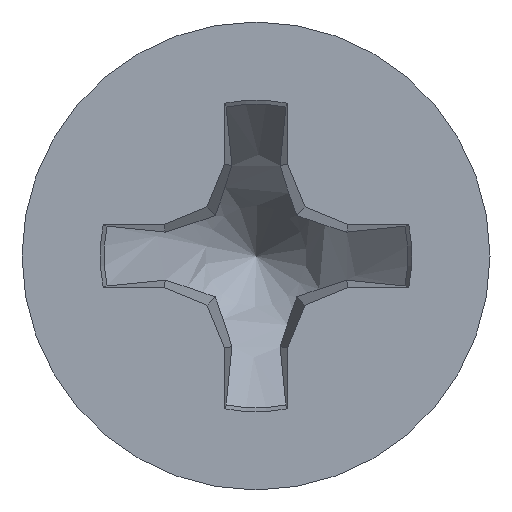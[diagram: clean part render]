
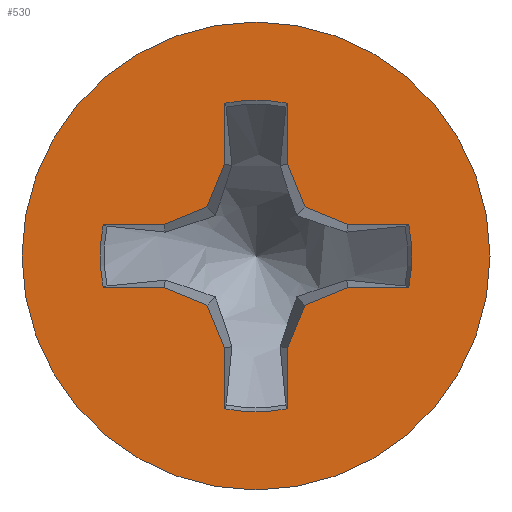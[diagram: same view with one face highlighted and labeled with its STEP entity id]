
A CAD part, top view. The second image highlights one B-rep face of the part: STEP entity #530.
In plain terms, the highlighted planar face has unit normal (0, 0, 1).
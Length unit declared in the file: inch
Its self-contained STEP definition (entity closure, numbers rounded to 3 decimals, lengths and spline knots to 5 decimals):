
#18=PLANE('',#590);
#40=FACE_BOUND('',#167,.T.);
#53=LINE('',#12144,#89);
#54=LINE('',#12148,#90);
#55=LINE('',#12150,#91);
#56=LINE('',#12152,#92);
#57=LINE('',#12153,#93);
#58=LINE('',#12155,#94);
#59=LINE('',#12157,#95);
#60=LINE('',#12159,#96);
#61=LINE('',#12161,#97);
#62=LINE('',#12165,#98);
#63=LINE('',#12167,#99);
#64=LINE('',#12169,#100);
#65=LINE('',#12171,#101);
#66=LINE('',#12175,#102);
#67=LINE('',#12177,#103);
#68=LINE('',#12178,#104);
#89=VECTOR('',#659,39.37008);
#90=VECTOR('',#662,39.37008);
#91=VECTOR('',#663,39.37008);
#92=VECTOR('',#664,39.37008);
#93=VECTOR('',#665,39.37008);
#94=VECTOR('',#666,39.37008);
#95=VECTOR('',#667,39.37008);
#96=VECTOR('',#668,39.37008);
#97=VECTOR('',#669,39.37008);
#98=VECTOR('',#672,39.37008);
#99=VECTOR('',#673,39.37008);
#100=VECTOR('',#674,39.37008);
#101=VECTOR('',#675,39.37008);
#102=VECTOR('',#678,39.37008);
#103=VECTOR('',#679,39.37008);
#104=VECTOR('',#680,39.37008);
#133=FACE_OUTER_BOUND('',#166,.T.);
#166=EDGE_LOOP('',(#415));
#167=EDGE_LOOP('',(#416,#417,#418,#419,#420,#421,#422,#423,#424,#425,#426,
#427,#428,#429,#430,#431,#432,#433,#434,#435));
#209=CIRCLE('',#576,0.054);
#213=CIRCLE('',#582,0.081);
#217=CIRCLE('',#591,0.054);
#218=CIRCLE('',#592,0.054);
#219=CIRCLE('',#593,0.054);
#240=VERTEX_POINT('',#816);
#241=VERTEX_POINT('',#818);
#247=VERTEX_POINT('',#883);
#257=VERTEX_POINT('',#12142);
#258=VERTEX_POINT('',#12143);
#259=VERTEX_POINT('',#12145);
#260=VERTEX_POINT('',#12147);
#261=VERTEX_POINT('',#12149);
#262=VERTEX_POINT('',#12151);
#263=VERTEX_POINT('',#12154);
#264=VERTEX_POINT('',#12156);
#265=VERTEX_POINT('',#12158);
#266=VERTEX_POINT('',#12160);
#267=VERTEX_POINT('',#12162);
#268=VERTEX_POINT('',#12164);
#269=VERTEX_POINT('',#12166);
#270=VERTEX_POINT('',#12168);
#271=VERTEX_POINT('',#12170);
#272=VERTEX_POINT('',#12172);
#273=VERTEX_POINT('',#12174);
#274=VERTEX_POINT('',#12176);
#296=EDGE_CURVE('',#240,#241,#209,.T.);
#303=EDGE_CURVE('',#247,#247,#213,.T.);
#317=EDGE_CURVE('',#257,#258,#53,.T.);
#318=EDGE_CURVE('',#259,#257,#217,.T.);
#319=EDGE_CURVE('',#260,#259,#54,.T.);
#320=EDGE_CURVE('',#261,#260,#55,.T.);
#321=EDGE_CURVE('',#262,#261,#56,.T.);
#322=EDGE_CURVE('',#241,#262,#57,.T.);
#323=EDGE_CURVE('',#263,#240,#58,.T.);
#324=EDGE_CURVE('',#264,#263,#59,.T.);
#325=EDGE_CURVE('',#265,#264,#60,.T.);
#326=EDGE_CURVE('',#266,#265,#61,.T.);
#327=EDGE_CURVE('',#267,#266,#218,.T.);
#328=EDGE_CURVE('',#268,#267,#62,.T.);
#329=EDGE_CURVE('',#269,#268,#63,.T.);
#330=EDGE_CURVE('',#270,#269,#64,.T.);
#331=EDGE_CURVE('',#271,#270,#65,.T.);
#332=EDGE_CURVE('',#272,#271,#219,.T.);
#333=EDGE_CURVE('',#273,#272,#66,.T.);
#334=EDGE_CURVE('',#274,#273,#67,.T.);
#335=EDGE_CURVE('',#258,#274,#68,.T.);
#415=ORIENTED_EDGE('',*,*,#303,.F.);
#416=ORIENTED_EDGE('',*,*,#317,.F.);
#417=ORIENTED_EDGE('',*,*,#318,.F.);
#418=ORIENTED_EDGE('',*,*,#319,.F.);
#419=ORIENTED_EDGE('',*,*,#320,.F.);
#420=ORIENTED_EDGE('',*,*,#321,.F.);
#421=ORIENTED_EDGE('',*,*,#322,.F.);
#422=ORIENTED_EDGE('',*,*,#296,.F.);
#423=ORIENTED_EDGE('',*,*,#323,.F.);
#424=ORIENTED_EDGE('',*,*,#324,.F.);
#425=ORIENTED_EDGE('',*,*,#325,.F.);
#426=ORIENTED_EDGE('',*,*,#326,.F.);
#427=ORIENTED_EDGE('',*,*,#327,.F.);
#428=ORIENTED_EDGE('',*,*,#328,.F.);
#429=ORIENTED_EDGE('',*,*,#329,.F.);
#430=ORIENTED_EDGE('',*,*,#330,.F.);
#431=ORIENTED_EDGE('',*,*,#331,.F.);
#432=ORIENTED_EDGE('',*,*,#332,.F.);
#433=ORIENTED_EDGE('',*,*,#333,.F.);
#434=ORIENTED_EDGE('',*,*,#334,.F.);
#435=ORIENTED_EDGE('',*,*,#335,.F.);
#530=ADVANCED_FACE('',(#133,#40),#18,.F.);
#576=AXIS2_PLACEMENT_3D('',#819,#628,#629);
#582=AXIS2_PLACEMENT_3D('',#884,#641,#642);
#590=AXIS2_PLACEMENT_3D('',#12141,#657,#658);
#591=AXIS2_PLACEMENT_3D('',#12146,#660,#661);
#592=AXIS2_PLACEMENT_3D('',#12163,#670,#671);
#593=AXIS2_PLACEMENT_3D('',#12173,#676,#677);
#628=DIRECTION('center_axis',(0.,0.,1.));
#629=DIRECTION('ref_axis',(1.,0.,0.));
#641=DIRECTION('center_axis',(0.,0.,-1.));
#642=DIRECTION('ref_axis',(-1.,0.,0.));
#657=DIRECTION('center_axis',(0.,0.,-1.));
#658=DIRECTION('ref_axis',(0.,1.,0.));
#659=DIRECTION('',(0.,-1.,0.));
#660=DIRECTION('center_axis',(0.,0.,1.));
#661=DIRECTION('ref_axis',(1.,0.,0.));
#662=DIRECTION('',(0.,1.,0.));
#663=DIRECTION('',(-0.383,0.924,0.));
#664=DIRECTION('',(-0.924,0.383,0.));
#665=DIRECTION('',(-1.,0.,0.));
#666=DIRECTION('',(1.,0.,0.));
#667=DIRECTION('',(0.924,0.383,0.));
#668=DIRECTION('',(0.383,0.924,0.));
#669=DIRECTION('',(0.,1.,0.));
#670=DIRECTION('center_axis',(0.,0.,1.));
#671=DIRECTION('ref_axis',(-1.,0.,0.));
#672=DIRECTION('',(0.,-1.,0.));
#673=DIRECTION('',(0.383,-0.924,0.));
#674=DIRECTION('',(0.924,-0.383,0.));
#675=DIRECTION('',(1.,0.,0.));
#676=DIRECTION('center_axis',(0.,0.,1.));
#677=DIRECTION('ref_axis',(0.,1.,0.));
#678=DIRECTION('',(-1.,0.,0.));
#679=DIRECTION('',(-0.924,-0.383,0.));
#680=DIRECTION('',(-0.383,-0.924,0.));
#816=CARTESIAN_POINT('',(0.05291,-0.0108,0.051));
#818=CARTESIAN_POINT('',(0.05291,0.0108,0.051));
#819=CARTESIAN_POINT('Origin',(0.,0.,0.051));
#883=CARTESIAN_POINT('',(0.081,0.,0.051));
#884=CARTESIAN_POINT('Origin',(0.,0.,0.051));
#12141=CARTESIAN_POINT('Origin',(0.,0.043,0.051));
#12142=CARTESIAN_POINT('',(-0.0108,0.05291,0.051));
#12143=CARTESIAN_POINT('',(-0.0108,0.03185,0.051));
#12144=CARTESIAN_POINT('',(-0.0108,0.05291,0.051));
#12145=CARTESIAN_POINT('',(0.0108,0.05291,0.051));
#12146=CARTESIAN_POINT('Origin',(0.,0.,0.051));
#12147=CARTESIAN_POINT('',(0.0108,0.03185,0.051));
#12148=CARTESIAN_POINT('',(0.0108,0.03185,0.051));
#12149=CARTESIAN_POINT('',(0.01697,0.01697,0.051));
#12150=CARTESIAN_POINT('',(0.01697,0.01697,0.051));
#12151=CARTESIAN_POINT('',(0.03185,0.0108,0.051));
#12152=CARTESIAN_POINT('',(0.03185,0.0108,0.051));
#12153=CARTESIAN_POINT('',(0.05291,0.0108,0.051));
#12154=CARTESIAN_POINT('',(0.03185,-0.0108,0.051));
#12155=CARTESIAN_POINT('',(0.03185,-0.0108,0.051));
#12156=CARTESIAN_POINT('',(0.01697,-0.01697,0.051));
#12157=CARTESIAN_POINT('',(0.01697,-0.01697,0.051));
#12158=CARTESIAN_POINT('',(0.0108,-0.03185,0.051));
#12159=CARTESIAN_POINT('',(0.0108,-0.03185,0.051));
#12160=CARTESIAN_POINT('',(0.0108,-0.05291,0.051));
#12161=CARTESIAN_POINT('',(0.0108,-0.05291,0.051));
#12162=CARTESIAN_POINT('',(-0.0108,-0.05291,0.051));
#12163=CARTESIAN_POINT('Origin',(0.,0.,
0.051));
#12164=CARTESIAN_POINT('',(-0.0108,-0.03185,0.051));
#12165=CARTESIAN_POINT('',(-0.0108,-0.03185,0.051));
#12166=CARTESIAN_POINT('',(-0.01697,-0.01697,0.051));
#12167=CARTESIAN_POINT('',(-0.01697,-0.01697,0.051));
#12168=CARTESIAN_POINT('',(-0.03185,-0.0108,0.051));
#12169=CARTESIAN_POINT('',(-0.03185,-0.0108,0.051));
#12170=CARTESIAN_POINT('',(-0.05291,-0.0108,0.051));
#12171=CARTESIAN_POINT('',(-0.05291,-0.0108,0.051));
#12172=CARTESIAN_POINT('',(-0.05291,0.0108,0.051));
#12173=CARTESIAN_POINT('Origin',(0.,0.,
0.051));
#12174=CARTESIAN_POINT('',(-0.03185,0.0108,0.051));
#12175=CARTESIAN_POINT('',(-0.03185,0.0108,0.051));
#12176=CARTESIAN_POINT('',(-0.01697,0.01697,0.051));
#12177=CARTESIAN_POINT('',(-0.01697,0.01697,0.051));
#12178=CARTESIAN_POINT('',(-0.0108,0.03185,0.051));
